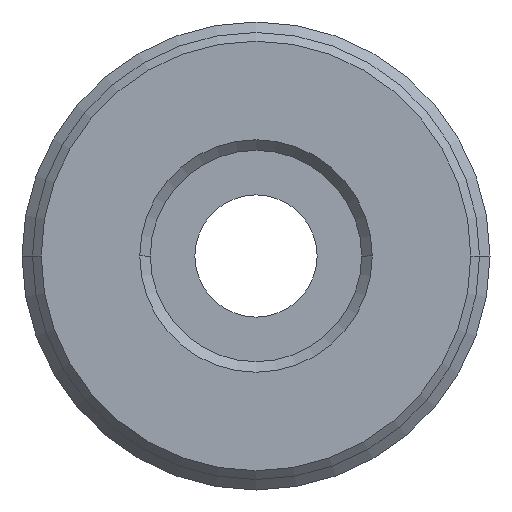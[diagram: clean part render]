
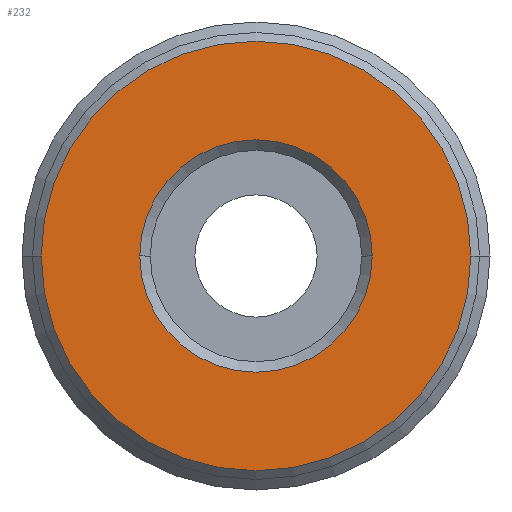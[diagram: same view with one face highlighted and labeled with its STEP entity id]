
A CAD part, front view. The second image highlights one B-rep face of the part: STEP entity #232.
In plain terms, the highlighted planar face has unit normal (0, -1, 0).
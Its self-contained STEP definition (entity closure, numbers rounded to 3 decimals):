
#232=ADVANCED_FACE('',(#463,#464),#465,.T.);
#463=FACE_BOUND('',#686,.T.);
#464=FACE_OUTER_BOUND('',#687,.T.);
#465=PLANE('',#688);
#686=EDGE_LOOP('',(#1251,#1252));
#687=EDGE_LOOP('',(#1253,#1254));
#688=AXIS2_PLACEMENT_3D('',#1255,#1256,#1257);
#1251=ORIENTED_EDGE('',*,*,#1364,.T.);
#1252=ORIENTED_EDGE('',*,*,#1362,.T.);
#1253=ORIENTED_EDGE('',*,*,#1317,.F.);
#1254=ORIENTED_EDGE('',*,*,#1441,.F.);
#1255=CARTESIAN_POINT('',(6.15,0.0,0.0));
#1256=DIRECTION('',(-0.0,-1.0,-0.0));
#1257=DIRECTION('',(-1.0,0.0,0.0));
#1317=EDGE_CURVE('',#1560,#1562,#1563,.T.);
#1362=EDGE_CURVE('',#1636,#1638,#1640,.T.);
#1364=EDGE_CURVE('',#1638,#1636,#1642,.T.);
#1441=EDGE_CURVE('',#1562,#1560,#1735,.T.);
#1560=VERTEX_POINT('',#1882);
#1562=VERTEX_POINT('',#1885);
#1563=CIRCLE('',#1886,12.3);
#1636=VERTEX_POINT('',#2018);
#1638=VERTEX_POINT('',#2021);
#1640=CIRCLE('',#2024,6.655);
#1642=CIRCLE('',#2026,6.655);
#1735=CIRCLE('',#2345,12.3);
#1882=CARTESIAN_POINT('',(12.3,0.0,0.0));
#1885=CARTESIAN_POINT('',(-12.3,0.0,0.));
#1886=AXIS2_PLACEMENT_3D('',#2450,#2451,#2452);
#2018=CARTESIAN_POINT('',(6.655,0.0,0.));
#2021=CARTESIAN_POINT('',(-6.655,0.0,0.));
#2024=AXIS2_PLACEMENT_3D('',#2509,#2510,#2511);
#2026=AXIS2_PLACEMENT_3D('',#2512,#2513,#2514);
#2345=AXIS2_PLACEMENT_3D('',#2587,#2588,#2589);
#2450=CARTESIAN_POINT('',(0.0,0.0,0.0));
#2451=DIRECTION('',(-0.0,1.0,0.0));
#2452=DIRECTION('',(1.0,0.0,0.0));
#2509=CARTESIAN_POINT('',(0.0,0.0,0.0));
#2510=DIRECTION('',(-0.0,1.0,0.0));
#2511=DIRECTION('',(1.0,0.0,0.0));
#2512=CARTESIAN_POINT('',(0.0,0.0,0.0));
#2513=DIRECTION('',(-0.0,1.0,0.0));
#2514=DIRECTION('',(1.0,0.0,0.0));
#2587=CARTESIAN_POINT('',(0.0,0.0,0.0));
#2588=DIRECTION('',(-0.0,1.0,0.0));
#2589=DIRECTION('',(1.0,0.0,0.0));
